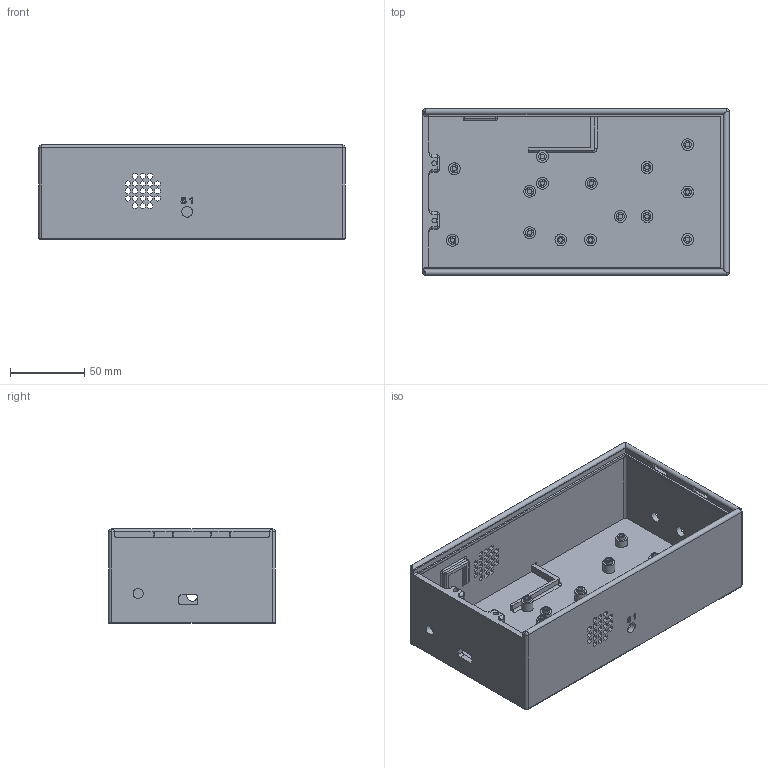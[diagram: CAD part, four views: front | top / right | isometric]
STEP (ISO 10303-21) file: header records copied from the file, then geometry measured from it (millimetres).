
FILE_DESCRIPTION(/* description */ (''),/* implementation_level */ '2;1');
FILE_NAME(/* name */ 'Boitier avec afficheurs LCD.step',/* time_stamp */ '2019-11-13T11:27:35+04:00',/* author */ (''),/* organization */ (''),/* preprocessor_version */ 'ST-DEVELOPER v18',/* originating_system */ 'Autodesk Translation Framework v8.9.1.1155',/* authorisation */ '');
FILE_SCHEMA (('AUTOMOTIVE_DESIGN { 1 0 10303 214 3 1 1 }'));
Length unit declared in the file: millimetre
Products named in the file (1): Monitoring batteries_yann
Bounding box: 206.6 x 112.6 x 63.6 mm (x, y, z)
Volume: 244500.6 mm3; surface area: 130052.4 mm2
Topology: 16 solids, 16 shells, 679 faces, 1753 edges, 1141 vertices
Faces by surface type: plane 440, cylinder 130, bspline 88, sphere 10, torus 7, cone 4
Full cylindrical faces by diameter (mm): 3 x15, 3.15 x15, 3.3 x4, 5 x5, 5.3 x8, 6.8 x1, 7.3 x4, 8 x15
Entity records: 21717 total; most frequent: CARTESIAN_POINT 5227, ORIENTED_EDGE 3494, DIRECTION 3065, EDGE_CURVE 1747, LINE 1289, VECTOR 1289, VERTEX_POINT 1141, AXIS2_PLACEMENT_3D 888
